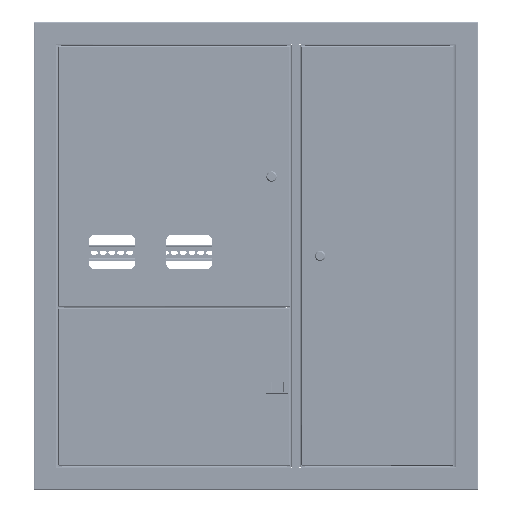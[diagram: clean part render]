
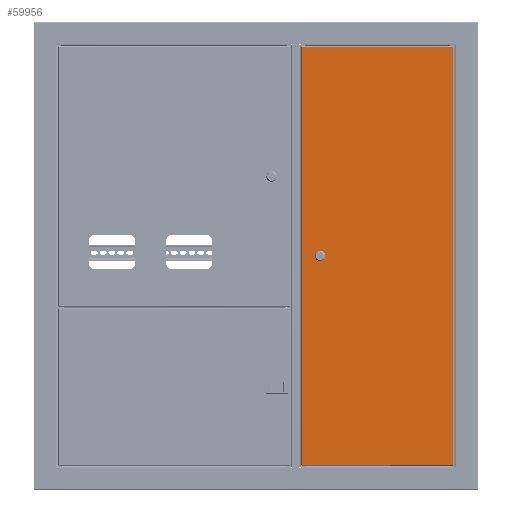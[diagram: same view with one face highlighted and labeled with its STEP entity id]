
A CAD part, top view. The second image highlights one B-rep face of the part: STEP entity #59956.
In plain terms, the highlighted planar face has unit normal (0, 0, 1).
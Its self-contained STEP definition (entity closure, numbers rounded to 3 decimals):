
#366 = AXIS2_PLACEMENT_3D ( 'NONE', #49575, #38665, #19002 ) ;
#426 = VECTOR ( 'NONE', #39463, 1000. ) ;
#722 = DIRECTION ( 'NONE',  ( 1., 0., 0. ) ) ;
#1542 = CARTESIAN_POINT ( 'NONE',  ( 457.45, 40., 0. ) ) ;
#2113 = ORIENTED_EDGE ( 'NONE', *, *, #13734, .T. ) ;
#2375 = DIRECTION ( 'NONE',  ( 0., 0., 1. ) ) ;
#3768 = CARTESIAN_POINT ( 'NONE',  ( 894.7, 324., 0. ) ) ;
#4223 = ORIENTED_EDGE ( 'NONE', *, *, #10001, .F. ) ;
#5075 = AXIS2_PLACEMENT_3D ( 'NONE', #39398, #8848, #51893 ) ;
#6208 = EDGE_CURVE ( 'NONE', #79320, #71006, #21369, .T. ) ;
#7604 = DIRECTION ( 'NONE',  ( 1., 0., 0. ) ) ;
#7626 = VERTEX_POINT ( 'NONE', #59486 ) ;
#7680 = EDGE_CURVE ( 'NONE', #29845, #71086, #43325, .T. ) ;
#8848 = DIRECTION ( 'NONE',  ( 0., 0., 1. ) ) ;
#9028 = ORIENTED_EDGE ( 'NONE', *, *, #50518, .T. ) ;
#10001 = EDGE_CURVE ( 'NONE', #12515, #29845, #23047, .T. ) ;
#10067 = VERTEX_POINT ( 'NONE', #60205 ) ;
#12515 = VERTEX_POINT ( 'NONE', #21385 ) ;
#13136 = ORIENTED_EDGE ( 'NONE', *, *, #6208, .T. ) ;
#13734 = EDGE_CURVE ( 'NONE', #10067, #39211, #45103, .T. ) ;
#15020 = VECTOR ( 'NONE', #53147, 1000. ) ;
#16438 = DIRECTION ( 'NONE',  ( 1., 0., 0. ) ) ;
#18651 = EDGE_CURVE ( 'NONE', #7626, #12515, #65587, .T. ) ;
#19002 = DIRECTION ( 'NONE',  ( -1., 0., 0. ) ) ;
#19436 = VECTOR ( 'NONE', #57911, 1000. ) ;
#19628 = CIRCLE ( 'NONE', #64513, 9.25 ) ;
#21369 = LINE ( 'NONE', #45891, #77947 ) ;
#21385 = CARTESIAN_POINT ( 'NONE',  ( 444.551, 48.5, 0. ) ) ;
#22908 = AXIS2_PLACEMENT_3D ( 'NONE', #23266, #54226, #16438 ) ;
#23047 = CIRCLE ( 'NONE', #5075, 9.25 ) ;
#23110 = VECTOR ( 'NONE', #31249, 1000. ) ;
#23266 = CARTESIAN_POINT ( 'NONE',  ( 448.2, 40., 0. ) ) ;
#24062 = VECTOR ( 'NONE', #722, 1000. ) ;
#24477 = CARTESIAN_POINT ( 'NONE',  ( 451.849, 31.5, 0. ) ) ;
#26222 = DIRECTION ( 'NONE',  ( 0., 1., 0. ) ) ;
#28197 = CIRCLE ( 'NONE', #22908, 9.25 ) ;
#28462 = ORIENTED_EDGE ( 'NONE', *, *, #76409, .T. ) ;
#28607 = CARTESIAN_POINT ( 'NONE',  ( 451.849, 48.5, 0. ) ) ;
#29281 = EDGE_CURVE ( 'NONE', #76716, #7626, #19628, .T. ) ;
#29845 = VERTEX_POINT ( 'NONE', #58965 ) ;
#31249 = DIRECTION ( 'NONE',  ( 1., 0., 0. ) ) ;
#31865 = PLANE ( 'NONE',  #366 ) ;
#33390 = LINE ( 'NONE', #58320, #19436 ) ;
#38425 = ORIENTED_EDGE ( 'NONE', *, *, #7680, .F. ) ;
#38665 = DIRECTION ( 'NONE',  ( 0., 0., -1. ) ) ;
#39211 = VERTEX_POINT ( 'NONE', #55385 ) ;
#39398 = CARTESIAN_POINT ( 'NONE',  ( 448.2, 40., 0. ) ) ;
#39463 = DIRECTION ( 'NONE',  ( 0., -1., 0. ) ) ;
#43325 = LINE ( 'NONE', #24477, #24062 ) ;
#43486 = FACE_OUTER_BOUND ( 'NONE', #65131, .T. ) ;
#43522 = ORIENTED_EDGE ( 'NONE', *, *, #18651, .F. ) ;
#45103 = LINE ( 'NONE', #52365, #426 ) ;
#45891 = CARTESIAN_POINT ( 'NONE',  ( 894.7, 0., 0. ) ) ;
#47216 = EDGE_LOOP ( 'NONE', ( #43522, #67977, #71928, #38425, #4223 ) ) ;
#49575 = CARTESIAN_POINT ( 'NONE',  ( 0., 325.7, 0. ) ) ;
#50518 = EDGE_CURVE ( 'NONE', #39211, #79320, #76554, .T. ) ;
#51893 = DIRECTION ( 'NONE',  ( 1., 0., 0. ) ) ;
#52019 = CARTESIAN_POINT ( 'NONE',  ( 1.7, 1.7, 0. ) ) ;
#52365 = CARTESIAN_POINT ( 'NONE',  ( 1.7, 324.293, 0. ) ) ;
#53147 = DIRECTION ( 'NONE',  ( -1., 0., 0. ) ) ;
#54226 = DIRECTION ( 'NONE',  ( 0., 0., 1. ) ) ;
#55385 = CARTESIAN_POINT ( 'NONE',  ( 1.7, 1.7, 0. ) ) ;
#57911 = DIRECTION ( 'NONE',  ( -1., 0., 0. ) ) ;
#58320 = CARTESIAN_POINT ( 'NONE',  ( 894.993, 324., 0. ) ) ;
#58965 = CARTESIAN_POINT ( 'NONE',  ( 444.551, 31.5, 0. ) ) ;
#59486 = CARTESIAN_POINT ( 'NONE',  ( 451.849, 48.5, 0. ) ) ;
#59956 = ADVANCED_FACE ( 'NONE', ( #73706, #43486 ), #31865, .F. ) ;
#60205 = CARTESIAN_POINT ( 'NONE',  ( 1.7, 324., 0. ) ) ;
#62700 = CARTESIAN_POINT ( 'NONE',  ( 448.2, 40., 0. ) ) ;
#63169 = CARTESIAN_POINT ( 'NONE',  ( 451.849, 31.5, 0. ) ) ;
#64513 = AXIS2_PLACEMENT_3D ( 'NONE', #62700, #2375, #7604 ) ;
#65131 = EDGE_LOOP ( 'NONE', ( #9028, #13136, #28462, #2113 ) ) ;
#65587 = LINE ( 'NONE', #28607, #15020 ) ;
#67977 = ORIENTED_EDGE ( 'NONE', *, *, #29281, .F. ) ;
#70258 = EDGE_CURVE ( 'NONE', #71086, #76716, #28197, .T. ) ;
#71006 = VERTEX_POINT ( 'NONE', #3768 ) ;
#71086 = VERTEX_POINT ( 'NONE', #63169 ) ;
#71928 = ORIENTED_EDGE ( 'NONE', *, *, #70258, .F. ) ;
#73161 = CARTESIAN_POINT ( 'NONE',  ( 894.7, 1.7, 0. ) ) ;
#73706 = FACE_BOUND ( 'NONE', #47216, .T. ) ;
#76409 = EDGE_CURVE ( 'NONE', #71006, #10067, #33390, .T. ) ;
#76554 = LINE ( 'NONE', #52019, #23110 ) ;
#76716 = VERTEX_POINT ( 'NONE', #1542 ) ;
#77947 = VECTOR ( 'NONE', #26222, 1000. ) ;
#79320 = VERTEX_POINT ( 'NONE', #73161 ) ;
